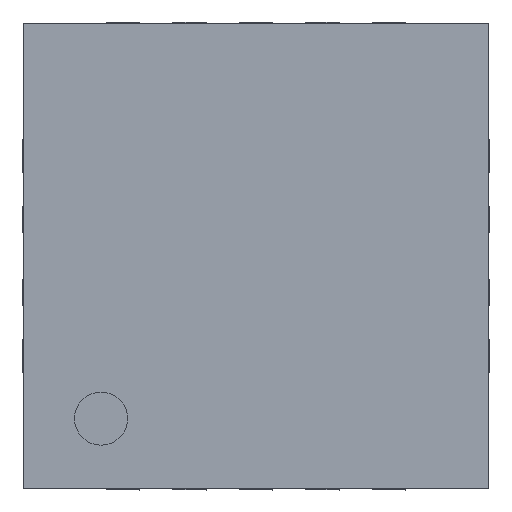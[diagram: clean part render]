
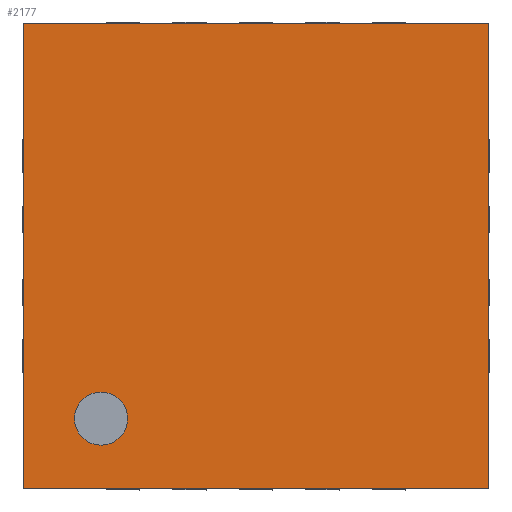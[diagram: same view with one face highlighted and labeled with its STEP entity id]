
A CAD part, top view. The second image highlights one B-rep face of the part: STEP entity #2177.
In plain terms, the highlighted planar face has unit normal (0, 0, 1).
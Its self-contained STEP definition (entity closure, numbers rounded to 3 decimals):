
#204=FACE_OUTER_BOUND('',#334,.T.);
#334=EDGE_LOOP('',(#1925,#1926,#1927,#1928));
#617=LINE('',#3540,#874);
#620=LINE('',#3546,#877);
#623=LINE('',#3552,#880);
#626=LINE('',#3556,#883);
#874=VECTOR('',#2918,10.);
#877=VECTOR('',#2923,10.);
#880=VECTOR('',#2928,10.);
#883=VECTOR('',#2933,10.);
#1068=VERTEX_POINT('',#3537);
#1069=VERTEX_POINT('',#3539);
#1071=VERTEX_POINT('',#3545);
#1073=VERTEX_POINT('',#3551);
#1351=EDGE_CURVE('',#1069,#1068,#617,.T.);
#1354=EDGE_CURVE('',#1071,#1069,#620,.T.);
#1357=EDGE_CURVE('',#1073,#1071,#623,.T.);
#1360=EDGE_CURVE('',#1068,#1073,#626,.T.);
#1925=ORIENTED_EDGE('',*,*,#1360,.T.);
#1926=ORIENTED_EDGE('',*,*,#1357,.T.);
#1927=ORIENTED_EDGE('',*,*,#1354,.T.);
#1928=ORIENTED_EDGE('',*,*,#1351,.T.);
#2048=PLANE('',#2355);
#2177=ADVANCED_FACE('',(#204),#2048,.T.);
#2355=AXIS2_PLACEMENT_3D('',#3557,#2934,#2935);
#2918=DIRECTION('',(1.,0.,0.));
#2923=DIRECTION('',(0.,-1.,0.));
#2928=DIRECTION('',(-1.,0.,0.));
#2933=DIRECTION('',(0.,1.,0.));
#2934=DIRECTION('center_axis',(0.,0.,1.));
#2935=DIRECTION('ref_axis',(1.,0.,0.));
#3537=CARTESIAN_POINT('',(1.75,-1.75,1.));
#3539=CARTESIAN_POINT('',(-1.75,-1.75,1.));
#3540=CARTESIAN_POINT('',(-1.75,-1.75,1.));
#3545=CARTESIAN_POINT('',(-1.75,1.75,1.));
#3546=CARTESIAN_POINT('',(-1.75,1.75,1.));
#3551=CARTESIAN_POINT('',(1.75,1.75,1.));
#3552=CARTESIAN_POINT('',(1.75,1.75,1.));
#3556=CARTESIAN_POINT('',(1.75,-1.75,1.));
#3557=CARTESIAN_POINT('Origin',(0.,0.,1.));
